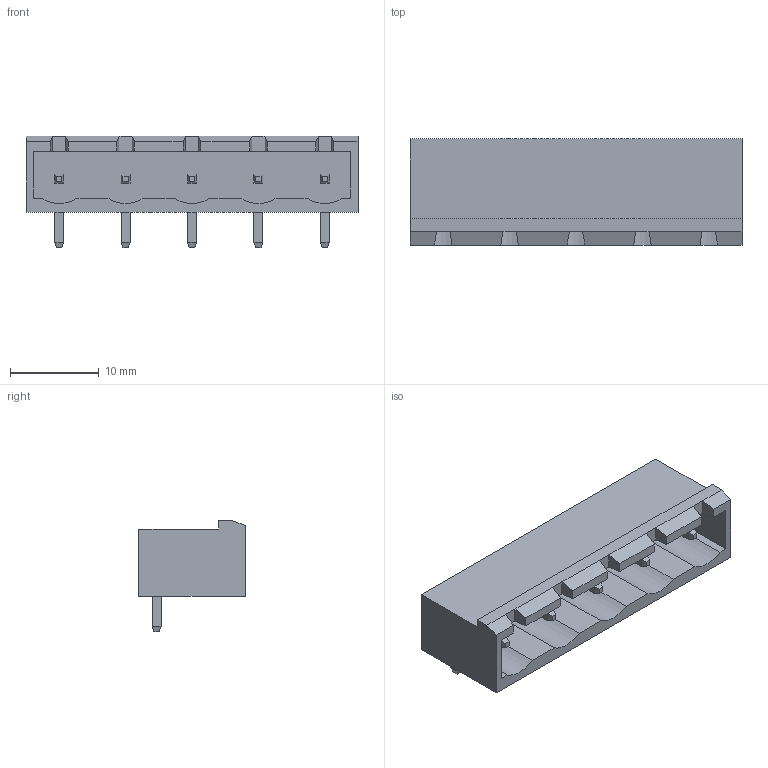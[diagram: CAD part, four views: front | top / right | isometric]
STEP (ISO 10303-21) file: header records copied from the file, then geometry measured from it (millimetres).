
FILE_DESCRIPTION(/* description */ ('model of PhoenixContact_GMSTBA-G_05x7.50mm_Angled.'),/* implementation_level */ FILE_NAME(/* name */ 'PhoenixContact_GMSTBA-G_05x7.50mm_Angled..stp',/* time_stamp */ '2017-02-24T02:20:44',/* author */ ('Rene Poeschl',''),/* organization */ (''),/* preprocessor_version */ '',/* originating_system */ '',/* authorisation */ '');
FILE_NAME(/* name */ 'PhoenixContact_GMSTBA-G_05x7.50mm_Angled..stp',/* time_stamp */ '2017-02-24T02:20:44',/* author */ ('Rene Poeschl',''),/* organization */ (''),/* preprocessor_version */ '',/* originating_system */ '',/* authorisation */ '');
FILE_SCHEMA(('AUTOMOTIVE_DESIGN_CC2 { 1 2 10303 214 -1 1 5 4 }'));
Length unit declared in the file: millimetre
Products named in the file (1): GMSTBA_01x05_G_7_50mm
Bounding box: 37.5 x 12 x 12.6 mm (x, y, z)
Volume: 1861.4 mm3; surface area: 2620.4 mm2
Topology: 1 solids, 1 shells, 138 faces, 328 edges, 202 vertices
Faces by surface type: plane 133, cylinder 5
Entity records: 8985 total; most frequent: CARTESIAN_POINT 1425, DIRECTION 1172, LINE 864, VECTOR 864, ORIENTED_EDGE 656, PCURVE 656, DEFINITIONAL_REPRESENTATION 656, EDGE_CURVE 328
